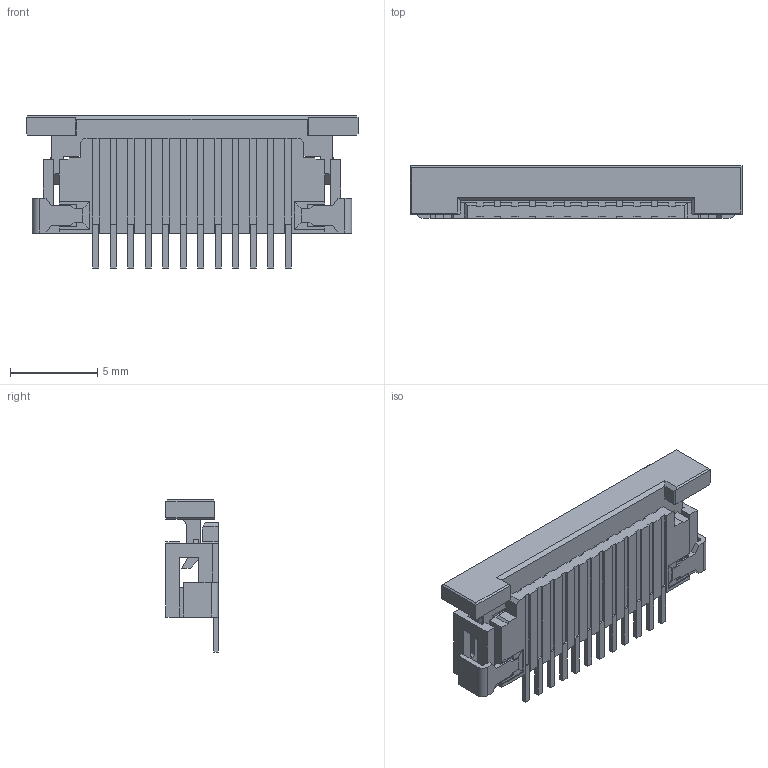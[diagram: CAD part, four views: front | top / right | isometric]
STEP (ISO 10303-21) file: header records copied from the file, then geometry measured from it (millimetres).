
FILE_DESCRIPTION(('STEP AP242'),'1');
FILE_NAME('52271-1279.stp','2023-05-12T03:18:29',('TraceParts'),('TraceParts S.A.'),'Spatial InterOp 3D',' ',' ');
FILE_SCHEMA(('AP242_MANAGED_MODEL_BASED_3D_ENGINEERING_MIM_LF {1 0 10303 442 1 1 4}'));
Length unit declared in the file: millimetre
Products named in the file (1): 52271-1279_1
Bounding box: 19 x 3 x 8.7 mm (x, y, z)
Volume: 212.1 mm3; surface area: 834 mm2
Topology: 1 solids, 1 shells, 473 faces, 1596 edges, 1126 vertices
Faces by surface type: plane 465, cylinder 8
Entity records: 17070 total; most frequent: CARTESIAN_POINT 3079, ORIENTED_EDGE 3074, DIRECTION 2562, LINE 1580, VECTOR 1580, EDGE_CURVE 1537, VERTEX_POINT 1008, EDGE_LOOP 499
